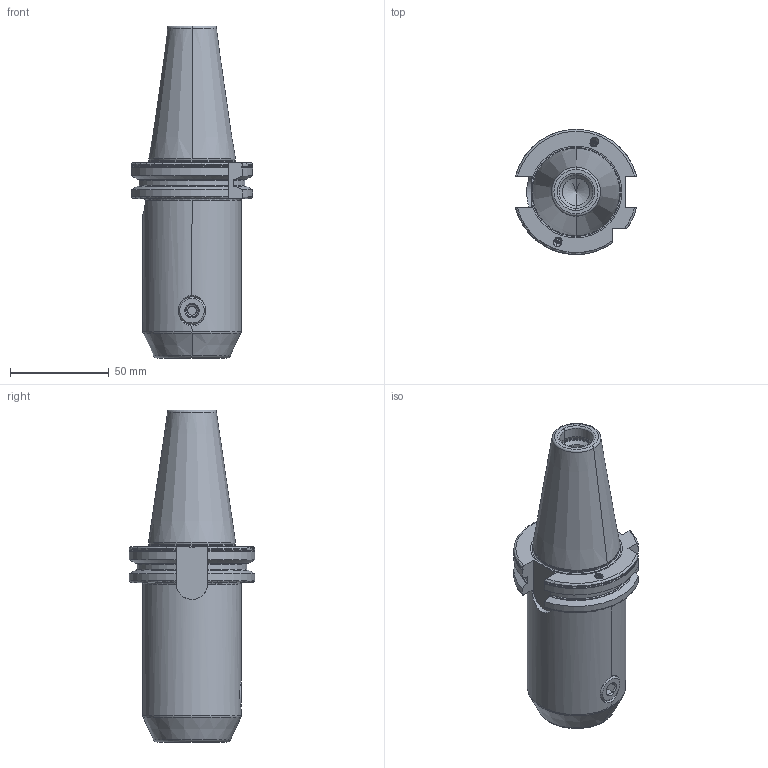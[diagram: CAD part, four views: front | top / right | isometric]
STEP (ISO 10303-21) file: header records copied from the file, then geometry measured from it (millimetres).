
FILE_DESCRIPTION((''),'2;1');
FILE_NAME('DC_403_04_18_1','2020-11-27T',('103090'),(''),'CREO PARAMETRIC BY PTC INC, 2016260','CREO PARAMETRIC BY PTC INC, 2016260','');
FILE_SCHEMA(('CONFIG_CONTROL_DESIGN'));
Length unit declared in the file: millimetre
Products named in the file (1): DC_403_04_18_1
Bounding box: 61.48 x 63.54 x 168.4 mm (x, y, z)
Volume: 240785.5 mm3; surface area: 35623.6 mm2
Topology: 1 solids, 1 shells, 174 faces, 428 edges, 261 vertices
Faces by surface type: cone 50, plane 46, torus 43, cylinder 35
Entity records: 5761 total; most frequent: CARTESIAN_POINT 1739, ORIENTED_EDGE 848, DIRECTION 826, EDGE_CURVE 424, AXIS2_PLACEMENT_3D 347, VERTEX_POINT 261, EDGE_LOOP 183, FACE_OUTER_BOUND 174
